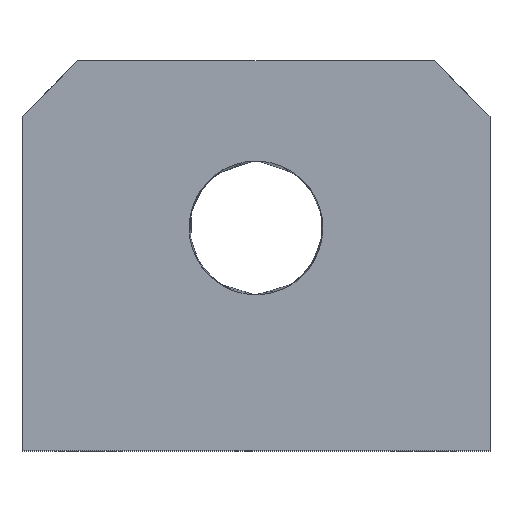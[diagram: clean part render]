
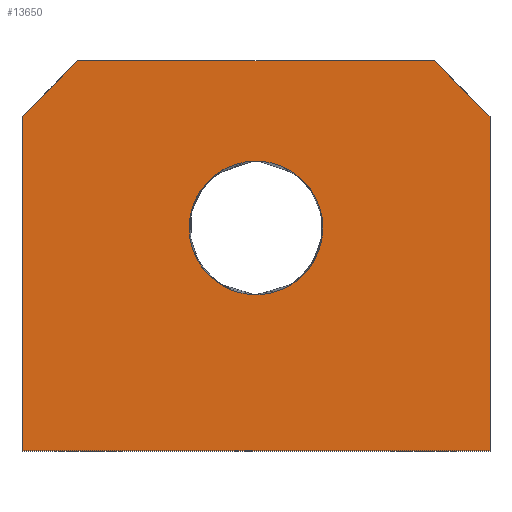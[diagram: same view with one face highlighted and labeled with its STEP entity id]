
A CAD part, top view. The second image highlights one B-rep face of the part: STEP entity #13650.
In plain terms, the highlighted free-form (B-spline) face has degree [1, 1] with [2, 2] control points.
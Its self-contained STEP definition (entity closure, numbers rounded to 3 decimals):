
#1840 = CARTESIAN_POINT ('', (-16., 35., 20.));
#1850 = VERTEX_POINT ('', #1840);
#1860 = CARTESIAN_POINT ('', (16., 35., 20.));
#1870 = VERTEX_POINT ('', #1860);
#1880 = CARTESIAN_POINT ('', (-16., 35., 20.));
#1890 = CARTESIAN_POINT ('', (16., 35., 20.));
#1900 = B_SPLINE_CURVE_WITH_KNOTS ('', 1, (#1880, #1890), .UNSPECIFIED., .F., .U., (2, 2), (0., 1.), .UNSPECIFIED.);
#1910 = EDGE_CURVE ('', #1850, #1870, #1900, .T.);
#6890 = CARTESIAN_POINT ('', (21., 30., 20.));
#6900 = VERTEX_POINT ('', #6890);
#6910 = CARTESIAN_POINT ('', (16., 35., 20.));
#6920 = CARTESIAN_POINT ('', (21., 30., 20.));
#6930 = B_SPLINE_CURVE_WITH_KNOTS ('', 1, (#6910, #6920), .UNSPECIFIED., .F., .U., (2, 2), (0., 1.), .UNSPECIFIED.);
#6940 = EDGE_CURVE ('', #1870, #6900, #6930, .T.);
#10140 = CARTESIAN_POINT ('', (21., 0., 20.));
#10150 = VERTEX_POINT ('', #10140);
#10210 = CARTESIAN_POINT ('', (-21., 0., 20.));
#10220 = VERTEX_POINT ('', #10210);
#10230 = CARTESIAN_POINT ('', (21., 0., 20.));
#10240 = CARTESIAN_POINT ('', (-21., 0., 20.));
#10250 = B_SPLINE_CURVE_WITH_KNOTS ('', 1, (#10230, #10240), .UNSPECIFIED., .F., .U., (2, 2), (0., 1.), .UNSPECIFIED.);
#10260 = EDGE_CURVE ('', #10150, #10220, #10250, .T.);
#12940 = CARTESIAN_POINT ('', (21., 30., 20.));
#12950 = CARTESIAN_POINT ('', (21., 0., 20.));
#12960 = B_SPLINE_CURVE_WITH_KNOTS ('', 1, (#12940, #12950), .UNSPECIFIED., .F., .U., (2, 2), (0., 1.), .UNSPECIFIED.);
#12970 = EDGE_CURVE ('', #6900, #10150, #12960, .T.);
#13080 = ORIENTED_EDGE ('', *, *, #1910, .F.);
#13090 = CARTESIAN_POINT ('', (-21., 30., 20.));
#13100 = VERTEX_POINT ('', #13090);
#13110 = CARTESIAN_POINT ('', (-16., 35., 20.));
#13120 = CARTESIAN_POINT ('', (-17.667, 33.333, 20.));
#13130 = CARTESIAN_POINT ('', (-19.333, 31.667, 20.));
#13140 = CARTESIAN_POINT ('', (-21., 30., 20.));
#13150 = B_SPLINE_CURVE_WITH_KNOTS ('', 3, (#13110, #13120, #13130, #13140), .UNSPECIFIED., .F., .U., (4, 4), (0., 1.), .UNSPECIFIED.);
#13160 = EDGE_CURVE ('', #1850, #13100, #13150, .T.);
#13170 = ORIENTED_EDGE ('', *, *, #13160, .T.);
#13180 = CARTESIAN_POINT ('', (-21., 30., 20.));
#13190 = CARTESIAN_POINT ('', (-21., 0., 20.));
#13200 = B_SPLINE_CURVE_WITH_KNOTS ('', 1, (#13180, #13190), .UNSPECIFIED., .F., .U., (2, 2), (0., 1.), .UNSPECIFIED.);
#13210 = EDGE_CURVE ('', #13100, #10220, #13200, .T.);
#13220 = ORIENTED_EDGE ('', *, *, #13210, .T.);
#13230 = ORIENTED_EDGE ('', *, *, #10260, .F.);
#13240 = ORIENTED_EDGE ('', *, *, #12970, .F.);
#13250 = ORIENTED_EDGE ('', *, *, #6940, .F.);
#13260 = EDGE_LOOP ('', (#13080, #13170, #13220, #13230, #13240, #13250));
#13270 = FACE_OUTER_BOUND ('', #13260, .T.);
#13280 = CARTESIAN_POINT ('', (0., 26., 20.));
#13290 = VERTEX_POINT ('', #13280);
#13300 = CARTESIAN_POINT ('', (-6., 20., 20.));
#13310 = VERTEX_POINT ('', #13300);
#13320 = CARTESIAN_POINT ('', (0., 26., 20.));
#13330 = CARTESIAN_POINT ('', (-3., 26., 20.));
#13340 = CARTESIAN_POINT ('', (-6., 24., 20.));
#13350 = CARTESIAN_POINT ('', (-6., 20., 20.));
#13360 = (
   BOUNDED_CURVE ()
   B_SPLINE_CURVE (3, (#13320, #13330, #13340, #13350), .UNSPECIFIED., .F., .U.)
   B_SPLINE_CURVE_WITH_KNOTS ((4, 4), (0., 1.), .UNSPECIFIED.)
   CURVE ()
   GEOMETRIC_REPRESENTATION_ITEM ()
   RATIONAL_B_SPLINE_CURVE ((1., 0.667, 0.5, 0.5))
   REPRESENTATION_ITEM ('')
);
#13370 = EDGE_CURVE ('', #13290, #13310, #13360, .T.);
#13380 = ORIENTED_EDGE ('', *, *, #13370, .F.);
#13390 = CARTESIAN_POINT ('', (6., 20., 20.));
#13400 = VERTEX_POINT ('', #13390);
#13410 = CARTESIAN_POINT ('', (6., 20., 20.));
#13420 = CARTESIAN_POINT ('', (6., 24., 20.));
#13430 = CARTESIAN_POINT ('', (3., 26., 20.));
#13440 = CARTESIAN_POINT ('', (0., 26., 20.));
#13450 = (
   BOUNDED_CURVE ()
   B_SPLINE_CURVE (3, (#13410, #13420, #13430, #13440), .UNSPECIFIED., .F., .U.)
   B_SPLINE_CURVE_WITH_KNOTS ((4, 4), (0., 1.), .UNSPECIFIED.)
   CURVE ()
   GEOMETRIC_REPRESENTATION_ITEM ()
   RATIONAL_B_SPLINE_CURVE ((0.5, 0.5, 0.667, 1.))
   REPRESENTATION_ITEM ('')
);
#13460 = EDGE_CURVE ('', #13400, #13290, #13450, .T.);
#13470 = ORIENTED_EDGE ('', *, *, #13460, .F.);
#13480 = CARTESIAN_POINT ('', (-6., 20., 20.));
#13490 = CARTESIAN_POINT ('', (-6., 16., 20.));
#13500 = CARTESIAN_POINT ('', (-3., 14., 20.));
#13510 = CARTESIAN_POINT ('', (0., 14., 20.));
#13520 = CARTESIAN_POINT ('', (3., 14., 20.));
#13530 = CARTESIAN_POINT ('', (6., 16., 20.));
#13540 = CARTESIAN_POINT ('', (6., 20., 20.));
#13550 = (
   BOUNDED_CURVE ()
   B_SPLINE_CURVE (3, (#13480, #13490, #13500, #13510, #13520, #13530, #13540), .UNSPECIFIED., .F., .U.)
   B_SPLINE_CURVE_WITH_KNOTS ((4, 3, 4), (0., 0.5, 1.), .UNSPECIFIED.)
   CURVE ()
   GEOMETRIC_REPRESENTATION_ITEM ()
   RATIONAL_B_SPLINE_CURVE ((0.5, 0.5, 0.667, 1., 0.667, 0.5, 0.5))
   REPRESENTATION_ITEM ('')
);
#13560 = EDGE_CURVE ('', #13310, #13400, #13550, .T.);
#13570 = ORIENTED_EDGE ('', *, *, #13560, .F.);
#13580 = EDGE_LOOP ('', (#13380, #13470, #13570));
#13590 = FACE_BOUND ('', #13580, .T.);
#13600 = CARTESIAN_POINT ('', (-21., 0., 20.));
#13610 = CARTESIAN_POINT ('', (-21., 35., 20.));
#13620 = CARTESIAN_POINT ('', (21., 0., 20.));
#13630 = CARTESIAN_POINT ('', (21., 35., 20.));
#13640 = B_SPLINE_SURFACE_WITH_KNOTS ('', 1, 1, ((#13600, #13610), (#13620, #13630)), .UNSPECIFIED., .F., .F., .U., (2, 2), (2, 2), (0., 1.), (0., 1.), .UNSPECIFIED.);
#13650 = ADVANCED_FACE ('', (#13270, #13590), #13640, .T.);
